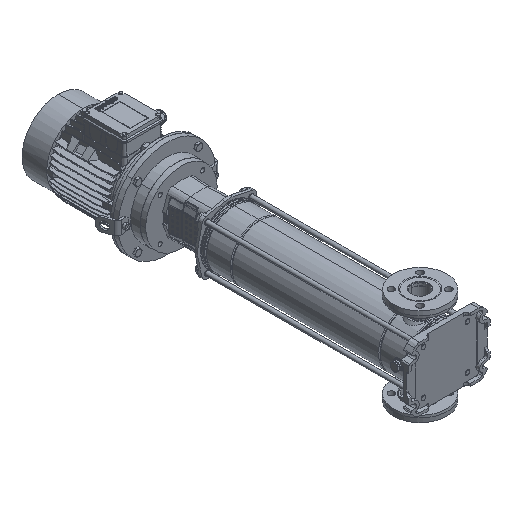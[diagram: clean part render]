
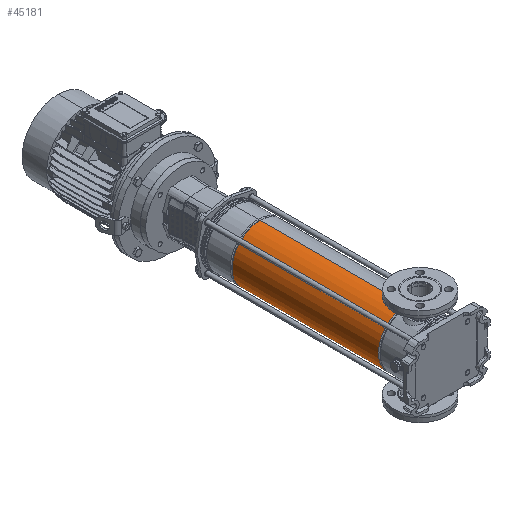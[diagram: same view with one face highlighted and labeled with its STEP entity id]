
A CAD part, isometric view. The second image highlights one B-rep face of the part: STEP entity #45181.
In plain terms, the highlighted cylindrical face has radius 85.9 mm (diameter 171.8 mm), a partial arc.
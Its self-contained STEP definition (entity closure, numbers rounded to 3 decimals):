
#1041 = ORIENTED_EDGE ( 'NONE', *, *, #98551, .F. ) ;
#2427 = EDGE_LOOP ( 'NONE', ( #1041, #64546, #31608, #12460 ) ) ;
#3610 = DIRECTION ( 'NONE',  ( 0., 0., -1. ) ) ;
#7894 = CARTESIAN_POINT ( 'NONE',  ( -85.9, 0., 0. ) ) ;
#8383 = CARTESIAN_POINT ( 'NONE',  ( -85.9, 0., 543.603 ) ) ;
#8603 = DIRECTION ( 'NONE',  ( 0., 0., -1. ) ) ;
#8756 = CIRCLE ( 'NONE', #59424, 85.9 ) ;
#12460 = ORIENTED_EDGE ( 'NONE', *, *, #91908, .F. ) ;
#13049 = FACE_OUTER_BOUND ( 'NONE', #2427, .T. ) ;
#29156 = CARTESIAN_POINT ( 'NONE',  ( 85.9, 0., 0. ) ) ;
#31065 = AXIS2_PLACEMENT_3D ( 'NONE', #87876, #8603, #72516 ) ;
#31608 = ORIENTED_EDGE ( 'NONE', *, *, #63274, .T. ) ;
#35271 = DIRECTION ( 'NONE',  ( -1., 0., 0. ) ) ;
#36686 = CARTESIAN_POINT ( 'NONE',  ( -85.9, 0., 93.897 ) ) ;
#45181 = ADVANCED_FACE ( 'NONE', ( #13049 ), #98512, .T. ) ;
#52101 = VERTEX_POINT ( 'NONE', #8383 ) ;
#53022 = VERTEX_POINT ( 'NONE', #36686 ) ;
#54945 = DIRECTION ( 'NONE',  ( 0., 0., -1. ) ) ;
#57588 = DIRECTION ( 'NONE',  ( -1., 0., 0. ) ) ;
#59424 = AXIS2_PLACEMENT_3D ( 'NONE', #72672, #3610, #35271 ) ;
#59553 = VECTOR ( 'NONE', #91577, 1000. ) ;
#60521 = CIRCLE ( 'NONE', #31065, 85.9 ) ;
#61207 = VERTEX_POINT ( 'NONE', #85539 ) ;
#63274 = EDGE_CURVE ( 'NONE', #52101, #53022, #78998, .T. ) ;
#64546 = ORIENTED_EDGE ( 'NONE', *, *, #69813, .T. ) ;
#69813 = EDGE_CURVE ( 'NONE', #100012, #52101, #8756, .T. ) ;
#72516 = DIRECTION ( 'NONE',  ( -1., 0., 0. ) ) ;
#72672 = CARTESIAN_POINT ( 'NONE',  ( 0., 0., 543.603 ) ) ;
#74463 = DIRECTION ( 'NONE',  ( 0., 0., -1. ) ) ;
#78998 = LINE ( 'NONE', #7894, #92968 ) ;
#81923 = AXIS2_PLACEMENT_3D ( 'NONE', #97497, #74463, #57588 ) ;
#85539 = CARTESIAN_POINT ( 'NONE',  ( 85.9, 0., 93.897 ) ) ;
#87876 = CARTESIAN_POINT ( 'NONE',  ( 0., 0., 93.897 ) ) ;
#90079 = LINE ( 'NONE', #29156, #59553 ) ;
#91577 = DIRECTION ( 'NONE',  ( 0., 0., -1. ) ) ;
#91908 = EDGE_CURVE ( 'NONE', #61207, #53022, #60521, .T. ) ;
#92968 = VECTOR ( 'NONE', #54945, 1000. ) ;
#94516 = CARTESIAN_POINT ( 'NONE',  ( 85.9, 0., 543.603 ) ) ;
#97497 = CARTESIAN_POINT ( 'NONE',  ( 0., 0., 0. ) ) ;
#98512 = CYLINDRICAL_SURFACE ( 'NONE', #81923, 85.9 ) ;
#98551 = EDGE_CURVE ( 'NONE', #100012, #61207, #90079, .T. ) ;
#100012 = VERTEX_POINT ( 'NONE', #94516 ) ;
